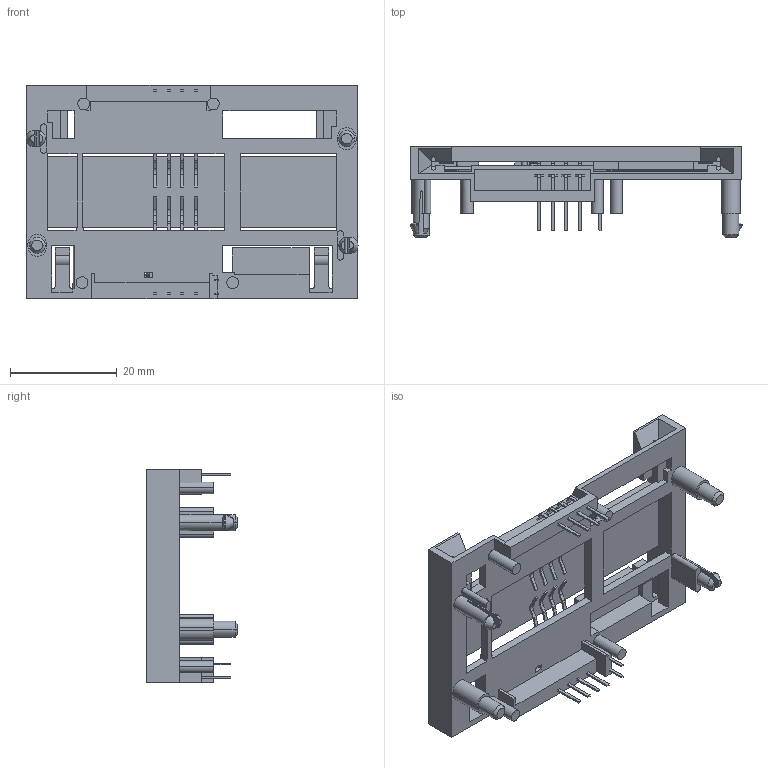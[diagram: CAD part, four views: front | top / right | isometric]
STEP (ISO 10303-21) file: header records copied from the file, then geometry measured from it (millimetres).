
FILE_DESCRIPTION((''),'2;1');
FILE_NAME('7334L2622F13LFC','2010-03-04T',('KaBabu'),('FCI - ELX Division'),'PRO/ENGINEER BY PARAMETRIC TECHNOLOGY CORPORATION, 2008010','PRO/ENGINEER BY PARAMETRIC TECHNOLOGY CORPORATION, 2008010','');
FILE_SCHEMA(('CONFIG_CONTROL_DESIGN'));
Length unit declared in the file: millimetre
Products named in the file (1): 7334L2622F13LFC
Bounding box: 62.2 x 17.13 x 40 mm (x, y, z)
Volume: 7980 mm3; surface area: 8937.2 mm2
Topology: 1 solids, 1 shells, 670 faces, 1722 edges, 1063 vertices
Faces by surface type: plane 548, cylinder 108, cone 12, bspline 2
Entity records: 20114 total; most frequent: CARTESIAN_POINT 3744, ORIENTED_EDGE 3444, DIRECTION 3244, EDGE_CURVE 1722, VECTOR 1458, LINE 1458, VERTEX_POINT 1063, AXIS2_PLACEMENT_3D 893
